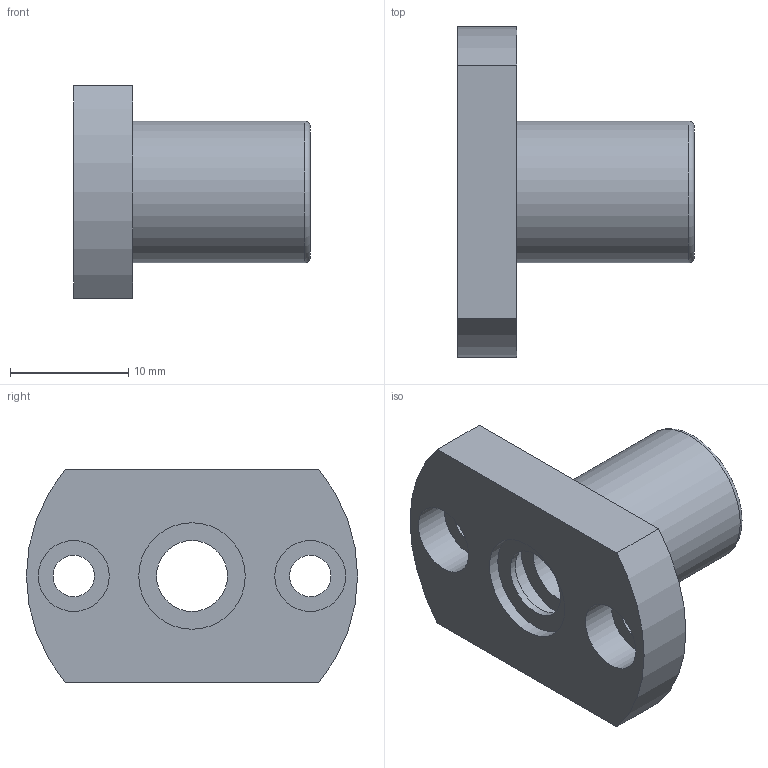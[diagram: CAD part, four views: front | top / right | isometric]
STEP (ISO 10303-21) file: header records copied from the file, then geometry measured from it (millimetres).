
FILE_DESCRIPTION(/* description */ ('STEP AP203'),/* implementation_level */ '2;1');
FILE_NAME(/* name */ 'STH6B',/* time_stamp */ '2022-08-19T10:43:10+02:00',/* author */ ('License CC BY-ND 4.0'),/* organization */ ('CADENAS'),/* preprocessor_version */ 'ST-DEVELOPER v18.102',/* originating_system */ 'PARTsolutions',/* authorisation */ ' ');
FILE_SCHEMA (('CONFIG_CONTROL_DESIGN'));
Length unit declared in the file: millimetre
Products named in the file (1): STH6B
Bounding box: 20 x 28 x 18 mm (x, y, z)
Volume: 3028.1 mm3; surface area: 2542.1 mm2
Topology: 1 solids, 1 shells, 28 faces, 51 edges, 34 vertices
Faces by surface type: cylinder 14, plane 13, torus 1
Full cylindrical faces by diameter (mm): 3.5 x2, 6 x5, 9 x4, 12 x1
Entity records: 672 total; most frequent: DIRECTION 124, CARTESIAN_POINT 99, ORIENTED_EDGE 74, AXIS2_PLACEMENT_3D 58, EDGE_LOOP 56, FACE_BOUND 56, EDGE_CURVE 37, VERTEX_POINT 33
